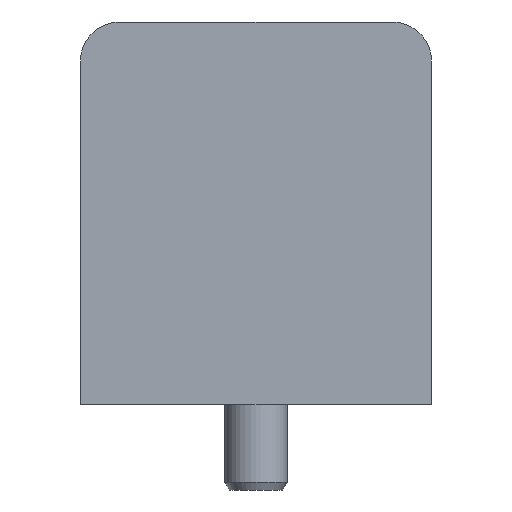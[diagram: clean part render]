
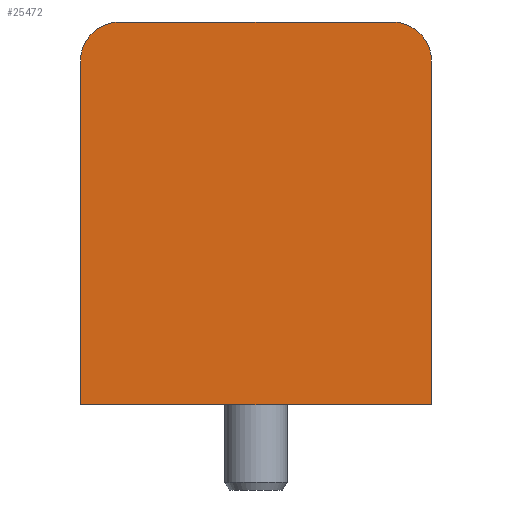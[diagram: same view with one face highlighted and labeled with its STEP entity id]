
A CAD part, left-side view. The second image highlights one B-rep face of the part: STEP entity #25472.
In plain terms, the highlighted planar face has unit normal (-1, 0, 0).
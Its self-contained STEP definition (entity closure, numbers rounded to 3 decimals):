
#217 = LINE ( 'NONE', #29253, #24402 ) ;
#959 = FACE_OUTER_BOUND ( 'NONE', #7858, .T. ) ;
#1128 = LINE ( 'NONE', #13711, #22620 ) ;
#1542 = EDGE_CURVE ( 'NONE', #14311, #28805, #1128, .T. ) ;
#2427 = VECTOR ( 'NONE', #30276, 1000. ) ;
#2621 = ORIENTED_EDGE ( 'NONE', *, *, #29814, .T. ) ;
#4270 = EDGE_CURVE ( 'NONE', #8994, #14311, #217, .T. ) ;
#4374 = CARTESIAN_POINT ( 'NONE',  ( -5.8, 22.5, -26.577 ) ) ;
#5300 = EDGE_CURVE ( 'NONE', #29240, #8994, #25892, .T. ) ;
#5530 = CARTESIAN_POINT ( 'NONE',  ( -5.8, 17.5, 17.5 ) ) ;
#7373 = DIRECTION ( 'NONE',  ( 0., 0., 1. ) ) ;
#7554 = CIRCLE ( 'NONE', #26623, 5. ) ;
#7858 = EDGE_LOOP ( 'NONE', ( #20868, #30174, #18628, #30848, #2621, #30075 ) ) ;
#8240 = DIRECTION ( 'NONE',  ( 0., 0., 1. ) ) ;
#8784 = CIRCLE ( 'NONE', #15940, 5. ) ;
#8994 = VERTEX_POINT ( 'NONE', #11480 ) ;
#11285 = DIRECTION ( 'NONE',  ( 0., 1., 0. ) ) ;
#11423 = LINE ( 'NONE', #27670, #2427 ) ;
#11480 = CARTESIAN_POINT ( 'NONE',  ( -5.8, -22.5, -26.577 ) ) ;
#11614 = CARTESIAN_POINT ( 'NONE',  ( -5.8, -22.5, -22.5 ) ) ;
#12760 = DIRECTION ( 'NONE',  ( 0., 0., 1. ) ) ;
#13711 = CARTESIAN_POINT ( 'NONE',  ( -5.8, 22.5, 22.5 ) ) ;
#14120 = DIRECTION ( 'NONE',  ( 0., 0., -1. ) ) ;
#14311 = VERTEX_POINT ( 'NONE', #4374 ) ;
#15533 = CARTESIAN_POINT ( 'NONE',  ( -5.8, -17.5, 17.5 ) ) ;
#15674 = DIRECTION ( 'NONE',  ( -1., 0., 0. ) ) ;
#15940 = AXIS2_PLACEMENT_3D ( 'NONE', #15533, #18142, #25771 ) ;
#16245 = EDGE_CURVE ( 'NONE', #27852, #16286, #11423, .T. ) ;
#16286 = VERTEX_POINT ( 'NONE', #25636 ) ;
#16325 = CARTESIAN_POINT ( 'NONE',  ( -5.8, 22.5, 17.5 ) ) ;
#18142 = DIRECTION ( 'NONE',  ( -1., 0., 0. ) ) ;
#18628 = ORIENTED_EDGE ( 'NONE', *, *, #29135, .T. ) ;
#20868 = ORIENTED_EDGE ( 'NONE', *, *, #4270, .F. ) ;
#22511 = PLANE ( 'NONE',  #30516 ) ;
#22620 = VECTOR ( 'NONE', #8240, 1000. ) ;
#23849 = CARTESIAN_POINT ( 'NONE',  ( -5.8, -22.5, 17.5 ) ) ;
#24402 = VECTOR ( 'NONE', #11285, 1000. ) ;
#24604 = DIRECTION ( 'NONE',  ( -1., 0., 0. ) ) ;
#25002 = CARTESIAN_POINT ( 'NONE',  ( -5.8, 0., 0. ) ) ;
#25472 = ADVANCED_FACE ( 'NONE', ( #959 ), #22511, .T. ) ;
#25636 = CARTESIAN_POINT ( 'NONE',  ( -5.8, -17.5, 22.5 ) ) ;
#25771 = DIRECTION ( 'NONE',  ( 0., 0., 1. ) ) ;
#25892 = LINE ( 'NONE', #11614, #29768 ) ;
#26027 = CARTESIAN_POINT ( 'NONE',  ( -5.8, 17.5, 22.5 ) ) ;
#26623 = AXIS2_PLACEMENT_3D ( 'NONE', #5530, #15674, #12760 ) ;
#27670 = CARTESIAN_POINT ( 'NONE',  ( -5.8, -22.5, 22.5 ) ) ;
#27852 = VERTEX_POINT ( 'NONE', #26027 ) ;
#28805 = VERTEX_POINT ( 'NONE', #16325 ) ;
#29135 = EDGE_CURVE ( 'NONE', #29240, #16286, #8784, .T. ) ;
#29240 = VERTEX_POINT ( 'NONE', #23849 ) ;
#29253 = CARTESIAN_POINT ( 'NONE',  ( -5.8, -22.5, -26.577 ) ) ;
#29768 = VECTOR ( 'NONE', #14120, 1000. ) ;
#29814 = EDGE_CURVE ( 'NONE', #27852, #28805, #7554, .T. ) ;
#30075 = ORIENTED_EDGE ( 'NONE', *, *, #1542, .F. ) ;
#30174 = ORIENTED_EDGE ( 'NONE', *, *, #5300, .F. ) ;
#30276 = DIRECTION ( 'NONE',  ( 0., -1., 0. ) ) ;
#30516 = AXIS2_PLACEMENT_3D ( 'NONE', #25002, #24604, #7373 ) ;
#30848 = ORIENTED_EDGE ( 'NONE', *, *, #16245, .F. ) ;
